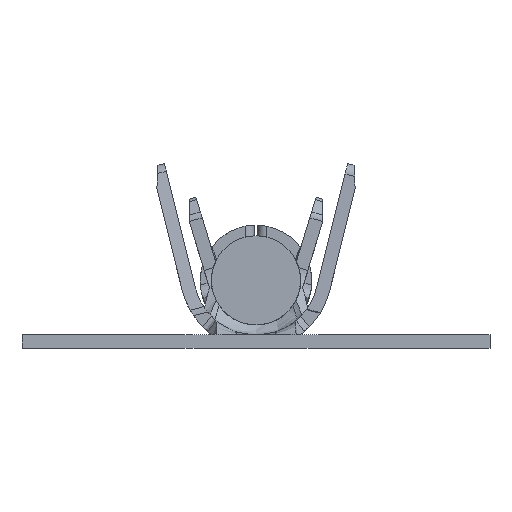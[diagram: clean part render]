
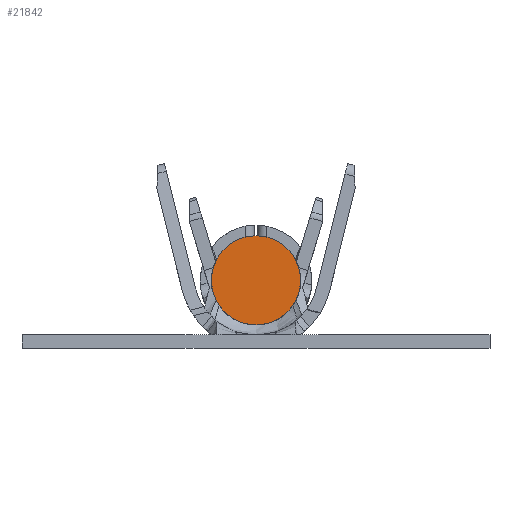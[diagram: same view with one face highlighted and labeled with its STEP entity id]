
A CAD part, top view. The second image highlights one B-rep face of the part: STEP entity #21842.
In plain terms, the highlighted planar face has unit normal (0, 0, 1).
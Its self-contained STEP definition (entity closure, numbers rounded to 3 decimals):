
#21711=CARTESIAN_POINT('',(0.99,0.,19.008));
#21712=VERTEX_POINT('',#21711);
#21713=CARTESIAN_POINT('',(0.,0.,19.008));
#21714=DIRECTION('',(1.,0.,0.));
#21715=DIRECTION('',(0.,0.,1.));
#21716=AXIS2_PLACEMENT_3D('',#21713,#21715,#21714);
#21717=CIRCLE('',#21716,0.99);
#21718=EDGE_CURVE('',#21712,#21712,#21717,.T.);
#21834=CARTESIAN_POINT('',(-0.265,0.,19.008));
#21835=DIRECTION('',(1.,0.,0.));
#21836=DIRECTION('',(0.,0.,1.));
#21837=AXIS2_PLACEMENT_3D('',#21834,#21836,#21835);
#21838=PLANE('',#21837);
#21839=ORIENTED_EDGE('',*,*,#21718,.T.);
#21840=EDGE_LOOP('',(#21839));
#21841=FACE_OUTER_BOUND('',#21840,.T.);
#21842=ADVANCED_FACE('',(#21841),#21838,.T.);
